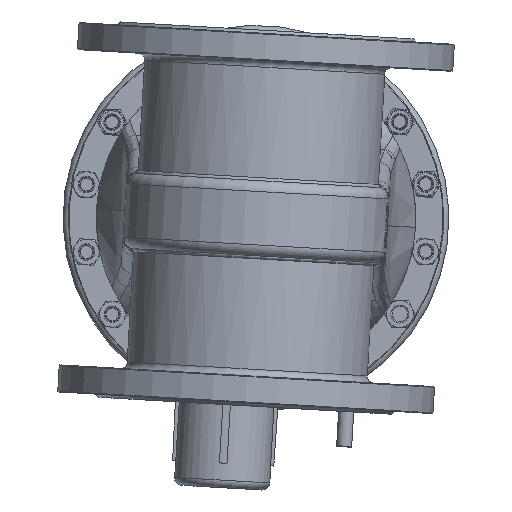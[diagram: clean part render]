
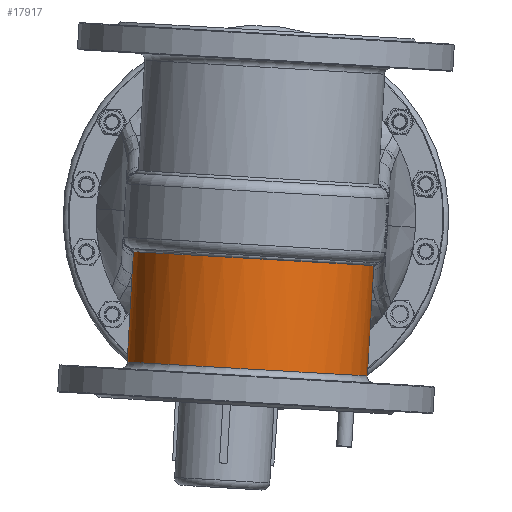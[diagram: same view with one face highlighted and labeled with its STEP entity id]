
A CAD part, front view. The second image highlights one B-rep face of the part: STEP entity #17917.
In plain terms, the highlighted cylindrical face has radius 160 mm (diameter 320 mm), a full revolution.
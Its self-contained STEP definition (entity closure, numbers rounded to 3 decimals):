
#787=ELLIPSE('',#20049,199.605,160.);
#789=ELLIPSE('',#20051,199.605,160.);
#1173=B_SPLINE_CURVE_WITH_KNOTS('',3,(#33336,#33337,#33338,#33339,#33340,
#33341,#33342,#33343),.UNSPECIFIED.,.F.,.F.,(4,2,2,4),(0.,0.108,
0.34,0.341),.UNSPECIFIED.);
#1184=B_SPLINE_CURVE_WITH_KNOTS('',3,(#33556,#33557,#33558,#33559,#33560,
#33561,#33562,#33563),.UNSPECIFIED.,.F.,.F.,(4,2,2,4),(-0.001,
0.,0.181,0.265),.UNSPECIFIED.);
#1209=B_SPLINE_CURVE_WITH_KNOTS('',3,(#34459,#34460,#34461,#34462,#34463,
#34464),.UNSPECIFIED.,.F.,.F.,(4,1,1,4),(92.348,94.742,
97.136,99.153),.UNSPECIFIED.);
#1210=B_SPLINE_CURVE_WITH_KNOTS('',3,(#34466,#34467,#34468,#34469,#34470,
#34471,#34472,#34473,#34474,#34475),.UNSPECIFIED.,.F.,.F.,(4,1,1,1,1,1,
1,4),(55.387,60.667,65.947,71.228,
76.508,81.788,87.068,92.348),
 .UNSPECIFIED.);
#1211=B_SPLINE_CURVE_WITH_KNOTS('',3,(#34477,#34478,#34479,#34480,#34481,
#34482),.UNSPECIFIED.,.F.,.F.,(4,1,1,4),(47.009,50.599,
52.993,55.387),.UNSPECIFIED.);
#1212=B_SPLINE_CURVE_WITH_KNOTS('',3,(#34485,#34486,#34487,#34488),
 .UNSPECIFIED.,.F.,.F.,(4,4),(99.153,100.727),
 .UNSPECIFIED.);
#1456=FACE_BOUND('',#4006,.T.);
#2765=FACE_OUTER_BOUND('',#4005,.T.);
#4005=EDGE_LOOP('',(#15183,#15184,#15185,#15186,#15187,#15188,#15189,#15190));
#4006=EDGE_LOOP('',(#15191,#15192,#15193,#15194,#15195,#15196));
#5134=LINE('',#33401,#6167);
#5141=LINE('',#33659,#6174);
#5155=LINE('',#34457,#6188);
#6167=VECTOR('',#24558,10.);
#6174=VECTOR('',#24573,10.);
#6188=VECTOR('',#24669,160.);
#7088=CIRCLE('',#20086,160.);
#7089=CIRCLE('',#20088,160.);
#8491=VERTEX_POINT('',#33334);
#8492=VERTEX_POINT('',#33335);
#8499=VERTEX_POINT('',#33400);
#8509=VERTEX_POINT('',#33554);
#8510=VERTEX_POINT('',#33555);
#8514=VERTEX_POINT('',#33582);
#8543=VERTEX_POINT('',#34452);
#8544=VERTEX_POINT('',#34456);
#8545=VERTEX_POINT('',#34458);
#8546=VERTEX_POINT('',#34465);
#8547=VERTEX_POINT('',#34476);
#8548=VERTEX_POINT('',#34483);
#10710=EDGE_CURVE('',#8491,#8492,#1173,.F.);
#10720=EDGE_CURVE('',#8499,#8492,#5134,.T.);
#10732=EDGE_CURVE('',#8509,#8510,#1184,.F.);
#10739=EDGE_CURVE('',#8509,#8514,#5141,.T.);
#10743=EDGE_CURVE('',#8510,#8491,#787,.T.);
#10745=EDGE_CURVE('',#8499,#8514,#789,.T.);
#10798=EDGE_CURVE('',#8543,#8543,#7088,.T.);
#10799=EDGE_CURVE('',#8543,#8544,#5155,.T.);
#10800=EDGE_CURVE('',#8545,#8544,#1209,.T.);
#10801=EDGE_CURVE('',#8546,#8545,#1210,.T.);
#10802=EDGE_CURVE('',#8547,#8546,#1211,.T.);
#10803=EDGE_CURVE('',#8548,#8547,#7089,.T.);
#10804=EDGE_CURVE('',#8544,#8548,#1212,.T.);
#15183=ORIENTED_EDGE('',*,*,#10798,.F.);
#15184=ORIENTED_EDGE('',*,*,#10799,.T.);
#15185=ORIENTED_EDGE('',*,*,#10800,.F.);
#15186=ORIENTED_EDGE('',*,*,#10801,.F.);
#15187=ORIENTED_EDGE('',*,*,#10802,.F.);
#15188=ORIENTED_EDGE('',*,*,#10803,.F.);
#15189=ORIENTED_EDGE('',*,*,#10804,.F.);
#15190=ORIENTED_EDGE('',*,*,#10799,.F.);
#15191=ORIENTED_EDGE('',*,*,#10739,.T.);
#15192=ORIENTED_EDGE('',*,*,#10745,.F.);
#15193=ORIENTED_EDGE('',*,*,#10720,.T.);
#15194=ORIENTED_EDGE('',*,*,#10710,.F.);
#15195=ORIENTED_EDGE('',*,*,#10743,.F.);
#15196=ORIENTED_EDGE('',*,*,#10732,.F.);
#16359=CYLINDRICAL_SURFACE('',#20087,160.);
#17917=ADVANCED_FACE('',(#2765,#1456),#16359,.T.);
#20049=AXIS2_PLACEMENT_3D('',#33702,#24578,#24579);
#20051=AXIS2_PLACEMENT_3D('',#33728,#24582,#24583);
#20086=AXIS2_PLACEMENT_3D('',#34454,#24665,#24666);
#20087=AXIS2_PLACEMENT_3D('',#34455,#24667,#24668);
#20088=AXIS2_PLACEMENT_3D('',#34484,#24670,#24671);
#24558=DIRECTION('',(0.,0.,-1.));
#24573=DIRECTION('',(0.,0.,1.));
#24578=DIRECTION('center_axis',(0.,-0.598,0.802));
#24579=DIRECTION('ref_axis',(0.,0.802,0.598));
#24582=DIRECTION('center_axis',(0.,0.598,-0.802));
#24583=DIRECTION('ref_axis',(0.,0.802,0.598));
#24665=DIRECTION('center_axis',(0.,0.,-1.));
#24666=DIRECTION('ref_axis',(1.,0.,0.));
#24667=DIRECTION('center_axis',(0.,0.,-1.));
#24668=DIRECTION('ref_axis',(1.,0.,0.));
#24669=DIRECTION('',(0.,0.,1.));
#24670=DIRECTION('center_axis',(0.,0.,1.));
#24671=DIRECTION('ref_axis',(0.,-1.,0.));
#33334=CARTESIAN_POINT('',(-5.031,159.921,-109.672));
#33335=CARTESIAN_POINT('',(-6.,159.887,-107.064));
#33336=CARTESIAN_POINT('Ctrl Pts',(-6.,159.887,-107.064));
#33337=CARTESIAN_POINT('Ctrl Pts',(-6.,159.887,-107.425));
#33338=CARTESIAN_POINT('Ctrl Pts',(-5.917,159.891,-107.767));
#33339=CARTESIAN_POINT('Ctrl Pts',(-5.645,159.9,-108.6));
#33340=CARTESIAN_POINT('Ctrl Pts',(-5.338,159.911,-109.143));
#33341=CARTESIAN_POINT('Ctrl Pts',(-5.034,159.921,-109.667));
#33342=CARTESIAN_POINT('Ctrl Pts',(-5.033,159.921,-109.67));
#33343=CARTESIAN_POINT('Ctrl Pts',(-5.031,159.921,-109.672));
#33400=CARTESIAN_POINT('',(-6.,159.887,-63.545));
#33401=CARTESIAN_POINT('',(-6.,159.887,50.));
#33554=CARTESIAN_POINT('',(6.,159.887,-107.064));
#33555=CARTESIAN_POINT('',(5.031,159.921,-109.672));
#33556=CARTESIAN_POINT('Ctrl Pts',(5.031,159.921,-109.672));
#33557=CARTESIAN_POINT('Ctrl Pts',(5.033,159.921,-109.67));
#33558=CARTESIAN_POINT('Ctrl Pts',(5.034,159.921,-109.667));
#33559=CARTESIAN_POINT('Ctrl Pts',(5.338,159.911,-109.143));
#33560=CARTESIAN_POINT('Ctrl Pts',(5.645,159.9,-108.6));
#33561=CARTESIAN_POINT('Ctrl Pts',(5.917,159.891,-107.767));
#33562=CARTESIAN_POINT('Ctrl Pts',(6.,159.887,-107.425));
#33563=CARTESIAN_POINT('Ctrl Pts',(6.,159.887,-107.064));
#33582=CARTESIAN_POINT('',(6.,159.887,-63.545));
#33659=CARTESIAN_POINT('',(6.,159.887,50.));
#33702=CARTESIAN_POINT('Origin',(0.,0.,-228.953));
#33728=CARTESIAN_POINT('Origin',(0.,0.,-182.801));
#34452=CARTESIAN_POINT('',(-160.,0.,-151.));
#34454=CARTESIAN_POINT('Origin',(0.,0.,-151.));
#34455=CARTESIAN_POINT('Origin',(0.,0.,50.));
#34456=CARTESIAN_POINT('',(-159.999,0.,-4.322));
#34457=CARTESIAN_POINT('',(-160.,0.,50.));
#34458=CARTESIAN_POINT('',(-146.215,64.971,-12.336));
#34459=CARTESIAN_POINT('Ctrl Pts',(-146.215,64.971,-12.336));
#34460=CARTESIAN_POINT('Ctrl Pts',(-149.377,57.854,-10.857));
#34461=CARTESIAN_POINT('Ctrl Pts',(-154.677,43.121,-8.202));
#34462=CARTESIAN_POINT('Ctrl Pts',(-159.094,21.177,-5.54));
#34463=CARTESIAN_POINT('Ctrl Pts',(-159.998,6.65,-4.591));
#34464=CARTESIAN_POINT('Ctrl Pts',(-159.998,0.,
-4.323));
#34465=CARTESIAN_POINT('',(146.215,64.971,-12.336));
#34466=CARTESIAN_POINT('Ctrl Pts',(146.215,64.971,-12.336));
#34467=CARTESIAN_POINT('Ctrl Pts',(139.183,80.796,-15.692));
#34468=CARTESIAN_POINT('Ctrl Pts',(119.882,110.283,-21.941));
#34469=CARTESIAN_POINT('Ctrl Pts',(77.81,143.164,-28.9));
#34470=CARTESIAN_POINT('Ctrl Pts',(26.977,160.729,-32.614));
#34471=CARTESIAN_POINT('Ctrl Pts',(-26.976,160.726,-32.614));
#34472=CARTESIAN_POINT('Ctrl Pts',(-77.81,143.167,-28.901));
#34473=CARTESIAN_POINT('Ctrl Pts',(-119.88,110.283,-21.941));
#34474=CARTESIAN_POINT('Ctrl Pts',(-139.183,80.796,-15.692));
#34475=CARTESIAN_POINT('Ctrl Pts',(-146.215,64.971,-12.336));
#34476=CARTESIAN_POINT('',(159.243,-15.548,-4.));
#34477=CARTESIAN_POINT('Ctrl Pts',(159.243,-15.548,-4.));
#34478=CARTESIAN_POINT('Ctrl Pts',(160.394,-3.755,-4.012));
#34479=CARTESIAN_POINT('Ctrl Pts',(160.115,16.103,-4.925));
#34480=CARTESIAN_POINT('Ctrl Pts',(154.677,43.121,-8.202));
#34481=CARTESIAN_POINT('Ctrl Pts',(149.377,57.854,-10.857));
#34482=CARTESIAN_POINT('Ctrl Pts',(146.215,64.971,-12.336));
#34483=CARTESIAN_POINT('',(-159.243,-15.548,-4.));
#34484=CARTESIAN_POINT('Origin',(0.,0.,-4.));
#34485=CARTESIAN_POINT('Ctrl Pts',(-159.998,0.,
-4.323));
#34486=CARTESIAN_POINT('Ctrl Pts',(-159.999,-5.188,
-4.113));
#34487=CARTESIAN_POINT('Ctrl Pts',(-159.747,-10.379,
-4.005));
#34488=CARTESIAN_POINT('Ctrl Pts',(-159.243,-15.548,
-4.));
